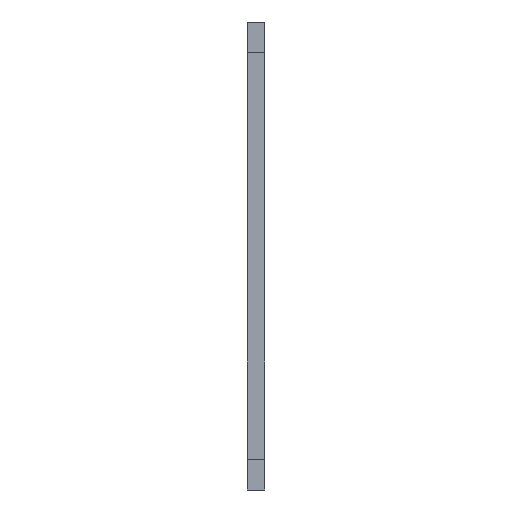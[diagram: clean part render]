
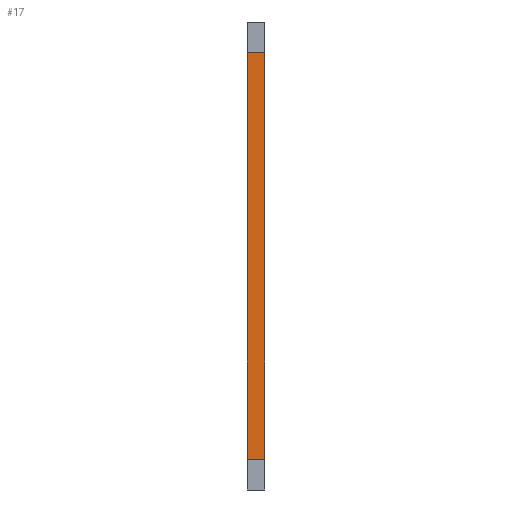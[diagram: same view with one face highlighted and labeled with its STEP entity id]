
A CAD part, left-side view. The second image highlights one B-rep face of the part: STEP entity #17.
In plain terms, the highlighted planar face has unit normal (-1, 0, 0).
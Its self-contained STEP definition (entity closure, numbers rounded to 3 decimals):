
#17 = ADVANCED_FACE('',(#18),#52,.T.);
#18 = FACE_BOUND('',#19,.T.);
#19 = EDGE_LOOP('',(#20,#30,#38,#46));
#20 = ORIENTED_EDGE('',*,*,#21,.T.);
#21 = EDGE_CURVE('',#22,#24,#26,.T.);
#22 = VERTEX_POINT('',#23);
#23 = CARTESIAN_POINT('',(0.,0.,3.139));
#24 = VERTEX_POINT('',#25);
#25 = CARTESIAN_POINT('',(0.,0.,44.471));
#26 = LINE('',#27,#28);
#27 = CARTESIAN_POINT('',(0.,0.,3.139));
#28 = VECTOR('',#29,1.);
#29 = DIRECTION('',(0.,0.,1.));
#30 = ORIENTED_EDGE('',*,*,#31,.T.);
#31 = EDGE_CURVE('',#24,#32,#34,.T.);
#32 = VERTEX_POINT('',#33);
#33 = CARTESIAN_POINT('',(0.,1.815,44.471));
#34 = LINE('',#35,#36);
#35 = CARTESIAN_POINT('',(0.,0.,44.471));
#36 = VECTOR('',#37,1.);
#37 = DIRECTION('',(0.,1.,0.));
#38 = ORIENTED_EDGE('',*,*,#39,.T.);
#39 = EDGE_CURVE('',#32,#40,#42,.T.);
#40 = VERTEX_POINT('',#41);
#41 = CARTESIAN_POINT('',(0.,1.815,3.139));
#42 = LINE('',#43,#44);
#43 = CARTESIAN_POINT('',(0.,1.815,44.471));
#44 = VECTOR('',#45,1.);
#45 = DIRECTION('',(0.,0.,-1.));
#46 = ORIENTED_EDGE('',*,*,#47,.T.);
#47 = EDGE_CURVE('',#40,#22,#48,.T.);
#48 = LINE('',#49,#50);
#49 = CARTESIAN_POINT('',(0.,1.815,3.139));
#50 = VECTOR('',#51,1.);
#51 = DIRECTION('',(0.,-1.,0.));
#52 = PLANE('',#53);
#53 = AXIS2_PLACEMENT_3D('',#54,#55,#56);
#54 = CARTESIAN_POINT('',(0.,0.908,23.805));
#55 = DIRECTION('',(-1.,-0.,-0.));
#56 = DIRECTION('',(0.,0.,-1.));
